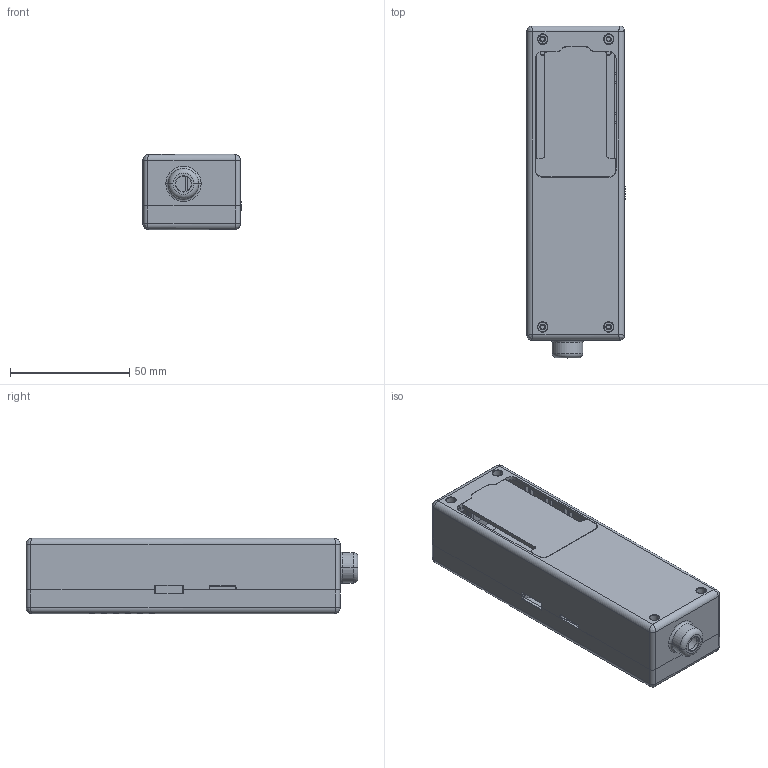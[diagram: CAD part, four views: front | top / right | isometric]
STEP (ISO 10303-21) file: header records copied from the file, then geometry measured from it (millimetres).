
FILE_DESCRIPTION((''),'2;1');
FILE_NAME('0-ALL_ASM','2024-08-20T10:55:45',('HR'),(''),'CREO PARAMETRIC BY PTC INC, 2019010','CREO PARAMETRIC BY PTC INC, 2019010','');
FILE_SCHEMA(('AUTOMOTIVE_DESIGN { 1 0 10303 214 1 1 1 1 }'));
Length unit declared in the file: millimetre
Products named in the file (6): 0-PCB; 0-00; 0-ALL_ASM
Assembly tree (5 placements, depth 2):
  0-ALL_ASM
    0-PCB
    0-00
    0-00
    0-00
    0-00
Bounding box: 41.14 x 139.24 x 31.6 mm (x, y, z)
Volume: 45181.6 mm3; surface area: 60902 mm2
Topology: 5 solids, 5 shells, 1249 faces, 3477 edges, 2272 vertices
Faces by surface type: plane 835, cylinder 318, torus 48, bspline 40, cone 8
Entity records: 61206 total; most frequent: CARTESIAN_POINT 11085, ORIENTED_EDGE 6954, DIRECTION 6600, PRESENTATION_STYLE_ASSIGNMENT 4266, STYLED_ITEM 4266, EDGE_CURVE 3477, CURVE_STYLE 3141, VECTOR 2656
